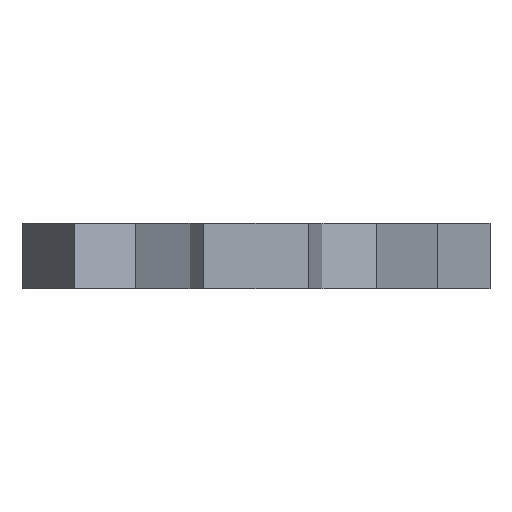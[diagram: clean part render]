
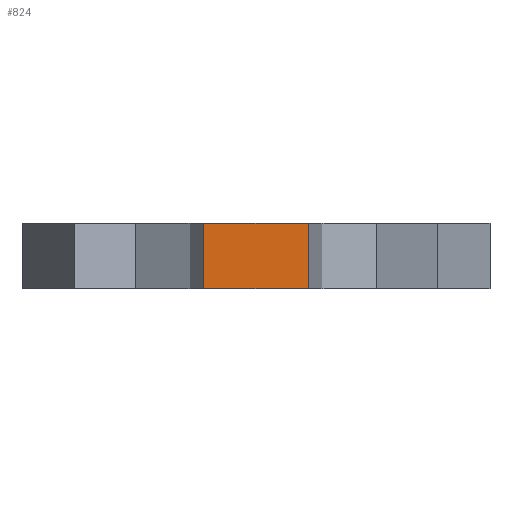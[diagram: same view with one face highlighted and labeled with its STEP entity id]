
A CAD part, front view. The second image highlights one B-rep face of the part: STEP entity #824.
In plain terms, the highlighted planar face has unit normal (0, -1, 0).
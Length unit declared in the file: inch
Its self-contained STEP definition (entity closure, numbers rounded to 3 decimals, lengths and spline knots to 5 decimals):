
#14 = VECTOR ( 'NONE', #500, 39.37008 ) ;
#20 = CARTESIAN_POINT ( 'NONE',  ( 0.25, -1.15276, -0.15748 ) ) ;
#50 = DIRECTION ( 'NONE',  ( 0., 0., -1. ) ) ;
#109 = VECTOR ( 'NONE', #50, 39.37008 ) ;
#120 = EDGE_CURVE ( 'NONE', #474, #209, #870, .T. ) ;
#181 = DIRECTION ( 'NONE',  ( 1., 0., 0. ) ) ;
#191 = EDGE_CURVE ( 'NONE', #390, #474, #591, .T. ) ;
#201 = DIRECTION ( 'NONE',  ( 0., 0., 1. ) ) ;
#209 = VERTEX_POINT ( 'NONE', #280 ) ;
#271 = AXIS2_PLACEMENT_3D ( 'NONE', #951, #348, #201 ) ;
#280 = CARTESIAN_POINT ( 'NONE',  ( 0.25, -1.15276, -0.15748 ) ) ;
#340 = EDGE_LOOP ( 'NONE', ( #821, #921, #914, #615 ) ) ;
#348 = DIRECTION ( 'NONE',  ( 0., 1., 0. ) ) ;
#370 = EDGE_CURVE ( 'NONE', #573, #209, #481, .T. ) ;
#390 = VERTEX_POINT ( 'NONE', #565 ) ;
#436 = FACE_OUTER_BOUND ( 'NONE', #340, .T. ) ;
#457 = VECTOR ( 'NONE', #181, 39.37008 ) ;
#474 = VERTEX_POINT ( 'NONE', #796 ) ;
#481 = LINE ( 'NONE', #20, #457 ) ;
#500 = DIRECTION ( 'NONE',  ( 1., 0., 0. ) ) ;
#565 = CARTESIAN_POINT ( 'NONE',  ( -0.25, -1.15276, 0.15748 ) ) ;
#571 = DIRECTION ( 'NONE',  ( 0., 0., -1. ) ) ;
#573 = VERTEX_POINT ( 'NONE', #874 ) ;
#591 = LINE ( 'NONE', #811, #14 ) ;
#615 = ORIENTED_EDGE ( 'NONE', *, *, #891, .T. ) ;
#730 = LINE ( 'NONE', #741, #109 ) ;
#741 = CARTESIAN_POINT ( 'NONE',  ( -0.25, -1.15276, 0.15748 ) ) ;
#796 = CARTESIAN_POINT ( 'NONE',  ( 0.25, -1.15276, 0.15748 ) ) ;
#811 = CARTESIAN_POINT ( 'NONE',  ( 0.25, -1.15276, 0.15748 ) ) ;
#821 = ORIENTED_EDGE ( 'NONE', *, *, #370, .T. ) ;
#822 = PLANE ( 'NONE',  #271 ) ;
#824 = ADVANCED_FACE ( 'NONE', ( #436 ), #822, .F. ) ;
#870 = LINE ( 'NONE', #958, #913 ) ;
#874 = CARTESIAN_POINT ( 'NONE',  ( -0.25, -1.15276, -0.15748 ) ) ;
#891 = EDGE_CURVE ( 'NONE', #390, #573, #730, .T. ) ;
#913 = VECTOR ( 'NONE', #571, 39.37008 ) ;
#914 = ORIENTED_EDGE ( 'NONE', *, *, #191, .F. ) ;
#921 = ORIENTED_EDGE ( 'NONE', *, *, #120, .F. ) ;
#951 = CARTESIAN_POINT ( 'NONE',  ( 0.25, -1.15276, 0.15748 ) ) ;
#958 = CARTESIAN_POINT ( 'NONE',  ( 0.25, -1.15276, 0.15748 ) ) ;
